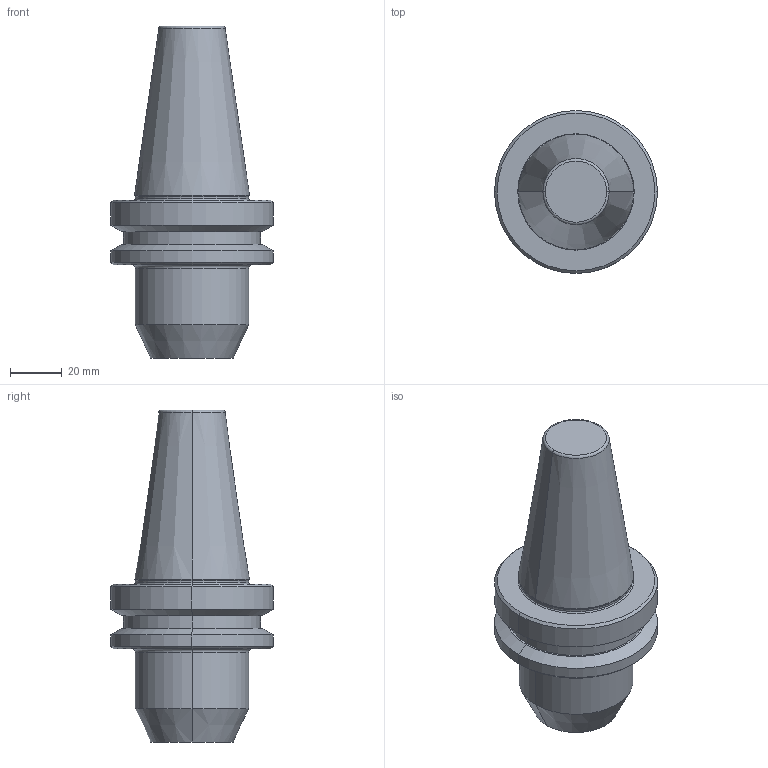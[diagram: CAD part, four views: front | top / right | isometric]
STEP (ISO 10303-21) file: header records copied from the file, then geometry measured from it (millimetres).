
FILE_DESCRIPTION (( 'STEP AP203' ), '1' );
FILE_NAME ('BT40 WE14 063 AD-6.3G15000 SL.STEP', '2019-05-22T08:40:05', ( '' ), ( '' ), 'SwSTEP 2.0', 'SolidWorks 2014', '' );
FILE_SCHEMA (( 'CONFIG_CONTROL_DESIGN' ));
Length unit declared in the file: millimetre
Products named in the file (1): BT40 WE14 063 AD-6.3G15000 SL
Bounding box: 63 x 63 x 128.4 mm (x, y, z)
Volume: 188278.4 mm3; surface area: 22438.3 mm2
Topology: 1 solids, 1 shells, 38 faces, 74 edges, 42 vertices
Faces by surface type: cone 14, cylinder 10, torus 8, plane 6
Entity records: 1049 total; most frequent: DIRECTION 202, CARTESIAN_POINT 155, ORIENTED_EDGE 148, AXIS2_PLACEMENT_3D 89, EDGE_CURVE 74, CIRCLE 50, EDGE_LOOP 42, VERTEX_POINT 42
